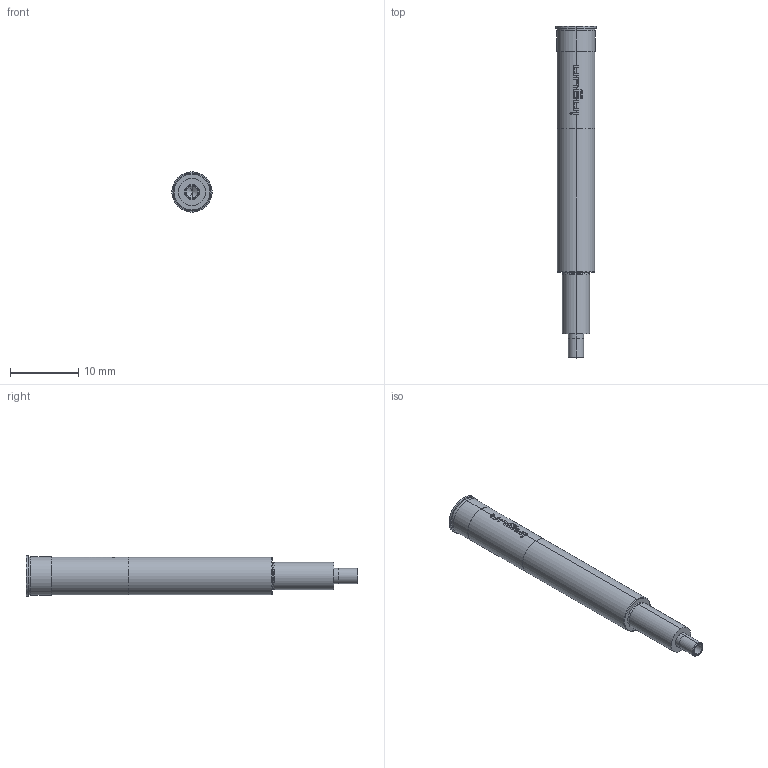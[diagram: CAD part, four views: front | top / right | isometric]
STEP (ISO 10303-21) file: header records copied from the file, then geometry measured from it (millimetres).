
FILE_DESCRIPTION (( 'STEP AP203' ), '1' );
FILE_NAME ('INGUN_KS-622_M4_M5-RF.STEP', '2025-02-26T09:47:03', ( '' ), ( '' ), 'SwSTEP 2.0', 'SolidWorks 2023', '' );
FILE_SCHEMA (( 'CONFIG_CONTROL_DESIGN' ));
Length unit declared in the file: millimetre
Products named in the file (1): INGUN_KS-622_M4_M5-RF
Bounding box: 5.9 x 48.55 x 5.9 mm (x, y, z)
Volume: 972.3 mm3; surface area: 824.7 mm2
Topology: 1 solids, 1 shells, 108 faces, 285 edges, 185 vertices
Faces by surface type: plane 48, cylinder 28, bspline 22, torus 6, cone 4
Entity records: 3712 total; most frequent: CARTESIAN_POINT 1105, ORIENTED_EDGE 566, DIRECTION 477, EDGE_CURVE 283, AXIS2_PLACEMENT_3D 193, VERTEX_POINT 185, EDGE_LOOP 116, FACE_OUTER_BOUND 108
